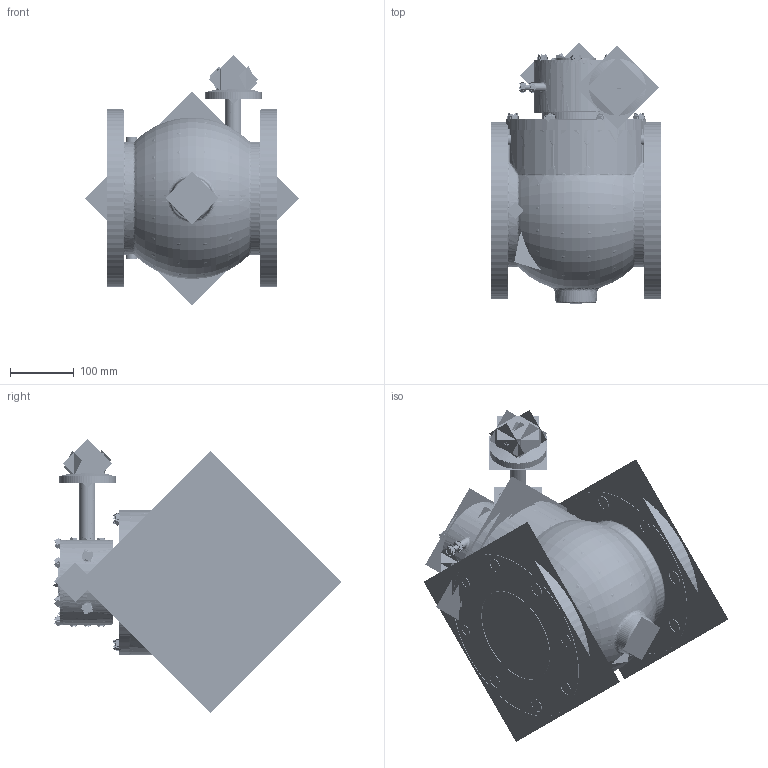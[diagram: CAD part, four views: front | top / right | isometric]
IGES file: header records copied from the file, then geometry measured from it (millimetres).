
Start section:  PTC IGES file: plug_flxfl-6in-nut_asm.igs
Global section: file name: plug_flxfl-6in-nut_asm.igs; native system: Creo Parametric by Parametric Technology Corporation; preprocessor: 2013050; author: HAPPY; organization: Unknown; date: 20170128.154032; units: inch
Bounding box: 336.39 x 469.69 x 430.63 mm (x, y, z)
Volume: 8486435.6 mm3; surface area: 5732673.5 mm2
Topology: 70 solids, 70 shells, 3220 faces, 15901 edges, 20141 vertices
Faces by surface type: revolution 1946, bspline 1168, extrusion 106
